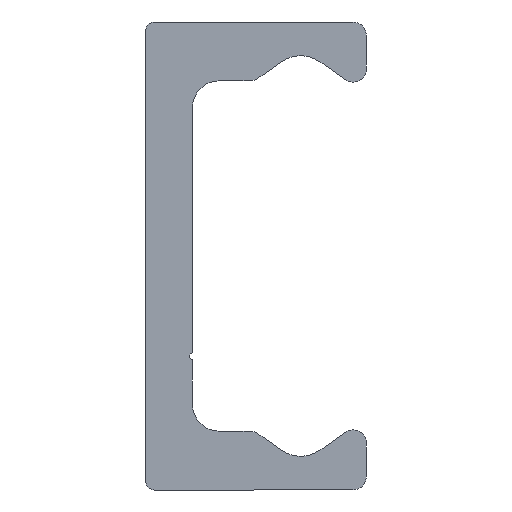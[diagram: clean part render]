
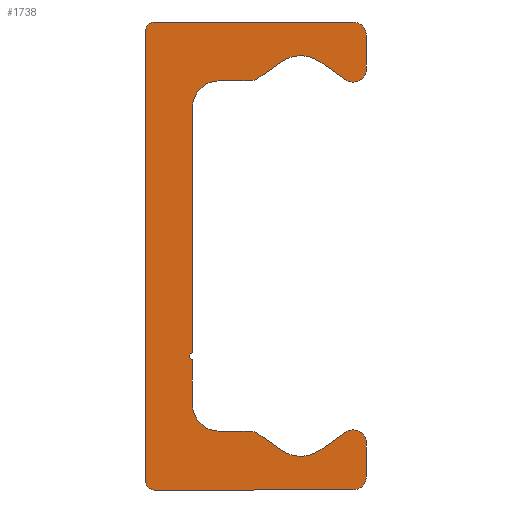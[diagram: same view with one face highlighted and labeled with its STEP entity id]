
A CAD part, left-side view. The second image highlights one B-rep face of the part: STEP entity #1738.
In plain terms, the highlighted planar face has unit normal (-1, 0, 0).
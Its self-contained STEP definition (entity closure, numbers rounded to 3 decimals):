
#770=CARTESIAN_POINT('',(0.0,4.75,-7.25));
#771=VERTEX_POINT('',#770);
#778=CARTESIAN_POINT('',(0.0,4.75,-7.75));
#779=VERTEX_POINT('',#778);
#780=CARTESIAN_POINT('',(0.0,4.75,-7.5));
#781=DIRECTION('',(-1.0,0.0,0.0));
#782=DIRECTION('',(0.0,0.0,1.0));
#783=AXIS2_PLACEMENT_3D('',#780,#781,#782);
#784=CIRCLE('',#783,0.25);
#785=EDGE_CURVE('',#771,#779,#784,.T.);
#895=CARTESIAN_POINT('',(0.0,4.75,11.1));
#896=VERTEX_POINT('',#895);
#903=CARTESIAN_POINT('',(0.0,4.75,11.1));
#904=DIRECTION('',(0.0,0.0,-1.0));
#905=VECTOR('',#904,18.35);
#906=LINE('',#903,#905);
#907=EDGE_CURVE('',#896,#771,#906,.T.);
#941=CARTESIAN_POINT('',(0.0,7.6,-17.5));
#942=VERTEX_POINT('',#941);
#949=CARTESIAN_POINT('',(0.0,8.25,-16.85));
#950=VERTEX_POINT('',#949);
#951=CARTESIAN_POINT('',(0.0,7.6,-16.85));
#952=DIRECTION('',(1.0,0.0,0.0));
#953=DIRECTION('',(0.0,0.0,-1.0));
#954=AXIS2_PLACEMENT_3D('',#951,#952,#953);
#955=CIRCLE('',#954,0.65);
#956=EDGE_CURVE('',#942,#950,#955,.T.);
#980=CARTESIAN_POINT('',(0.0,-7.25,-17.5));
#981=VERTEX_POINT('',#980);
#988=CARTESIAN_POINT('',(0.0,-7.25,-17.5));
#989=DIRECTION('',(0.0,1.0,0.0));
#990=VECTOR('',#989,14.85);
#991=LINE('',#988,#990);
#992=EDGE_CURVE('',#981,#942,#991,.T.);
#1012=CARTESIAN_POINT('',(0.0,-8.25,-16.5));
#1013=VERTEX_POINT('',#1012);
#1020=CARTESIAN_POINT('',(0.0,-7.25,-16.5));
#1021=DIRECTION('',(1.0,0.0,0.0));
#1022=DIRECTION('',(0.0,-1.0,0.0));
#1023=AXIS2_PLACEMENT_3D('',#1020,#1021,#1022);
#1024=CIRCLE('',#1023,1.0);
#1025=EDGE_CURVE('',#1013,#981,#1024,.T.);
#1044=CARTESIAN_POINT('',(0.0,-8.25,-13.98));
#1045=VERTEX_POINT('',#1044);
#1052=CARTESIAN_POINT('',(0.0,-8.25,-13.98));
#1053=DIRECTION('',(0.0,0.0,-1.0));
#1054=VECTOR('',#1053,2.52);
#1055=LINE('',#1052,#1054);
#1056=EDGE_CURVE('',#1045,#1013,#1055,.T.);
#1076=CARTESIAN_POINT('',(0.0,-6.708,-13.177));
#1077=VERTEX_POINT('',#1076);
#1084=CARTESIAN_POINT('',(0.0,-7.27,-13.98));
#1085=DIRECTION('',(1.0,0.0,0.0));
#1086=DIRECTION('',(0.0,0.574,0.819));
#1087=AXIS2_PLACEMENT_3D('',#1084,#1085,#1086);
#1088=CIRCLE('',#1087,0.98);
#1089=EDGE_CURVE('',#1077,#1045,#1088,.T.);
#1108=CARTESIAN_POINT('',(0.0,-4.784,-14.524));
#1109=VERTEX_POINT('',#1108);
#1116=CARTESIAN_POINT('',(0.0,-4.784,-14.524));
#1117=DIRECTION('',(0.0,-0.819,0.574));
#1118=VECTOR('',#1117,2.349);
#1119=LINE('',#1116,#1118);
#1120=EDGE_CURVE('',#1109,#1077,#1119,.T.);
#1140=CARTESIAN_POINT('',(0.0,-1.916,-14.524));
#1141=VERTEX_POINT('',#1140);
#1148=CARTESIAN_POINT('',(0.0,-3.35,-12.477));
#1149=DIRECTION('',(-1.0,0.0,0.0));
#1150=DIRECTION('',(0.0,0.574,0.819));
#1151=AXIS2_PLACEMENT_3D('',#1148,#1149,#1150);
#1152=CIRCLE('',#1151,2.5);
#1153=EDGE_CURVE('',#1141,#1109,#1152,.T.);
#1172=CARTESIAN_POINT('',(0.0,-0.14,-13.281));
#1173=VERTEX_POINT('',#1172);
#1180=CARTESIAN_POINT('',(0.0,-0.14,-13.281));
#1181=DIRECTION('',(0.0,-0.819,-0.574));
#1182=VECTOR('',#1181,2.168);
#1183=LINE('',#1180,#1182);
#1184=EDGE_CURVE('',#1173,#1141,#1183,.T.);
#1204=CARTESIAN_POINT('',(0.0,0.433,-13.1));
#1205=VERTEX_POINT('',#1204);
#1212=CARTESIAN_POINT('',(0.0,0.433,-14.1));
#1213=DIRECTION('',(1.0,0.0,0.0));
#1214=DIRECTION('',(0.0,0.0,1.0));
#1215=AXIS2_PLACEMENT_3D('',#1212,#1213,#1214);
#1216=CIRCLE('',#1215,1.);
#1217=EDGE_CURVE('',#1205,#1173,#1216,.T.);
#1236=CARTESIAN_POINT('',(0.0,2.75,-13.1));
#1237=VERTEX_POINT('',#1236);
#1244=CARTESIAN_POINT('',(0.0,2.75,-13.1));
#1245=DIRECTION('',(0.0,-1.0,0.0));
#1246=VECTOR('',#1245,2.317);
#1247=LINE('',#1244,#1246);
#1248=EDGE_CURVE('',#1237,#1205,#1247,.T.);
#1268=CARTESIAN_POINT('',(0.0,4.75,-11.1));
#1269=VERTEX_POINT('',#1268);
#1276=CARTESIAN_POINT('',(0.0,2.75,-11.1));
#1277=DIRECTION('',(-1.0,0.0,0.0));
#1278=DIRECTION('',(0.0,0.0,1.0));
#1279=AXIS2_PLACEMENT_3D('',#1276,#1277,#1278);
#1280=CIRCLE('',#1279,2.0);
#1281=EDGE_CURVE('',#1269,#1237,#1280,.T.);
#1299=CARTESIAN_POINT('',(0.0,4.75,-7.75));
#1300=DIRECTION('',(0.0,0.0,-1.0));
#1301=VECTOR('',#1300,3.35);
#1302=LINE('',#1299,#1301);
#1303=EDGE_CURVE('',#779,#1269,#1302,.T.);
#1323=CARTESIAN_POINT('',(0.0,2.75,13.1));
#1324=VERTEX_POINT('',#1323);
#1331=CARTESIAN_POINT('',(0.0,2.75,11.1));
#1332=DIRECTION('',(-1.0,0.0,0.0));
#1333=DIRECTION('',(0.0,-1.0,0.0));
#1334=AXIS2_PLACEMENT_3D('',#1331,#1332,#1333);
#1335=CIRCLE('',#1334,2.0);
#1336=EDGE_CURVE('',#1324,#896,#1335,.T.);
#1355=CARTESIAN_POINT('',(0.0,0.433,13.1));
#1356=VERTEX_POINT('',#1355);
#1363=CARTESIAN_POINT('',(0.0,0.433,13.1));
#1364=DIRECTION('',(0.0,1.0,0.0));
#1365=VECTOR('',#1364,2.317);
#1366=LINE('',#1363,#1365);
#1367=EDGE_CURVE('',#1356,#1324,#1366,.T.);
#1387=CARTESIAN_POINT('',(0.0,-0.14,13.281));
#1388=VERTEX_POINT('',#1387);
#1395=CARTESIAN_POINT('',(0.0,0.433,14.1));
#1396=DIRECTION('',(1.0,0.0,0.0));
#1397=DIRECTION('',(0.0,-0.574,-0.819));
#1398=AXIS2_PLACEMENT_3D('',#1395,#1396,#1397);
#1399=CIRCLE('',#1398,1.);
#1400=EDGE_CURVE('',#1388,#1356,#1399,.T.);
#1419=CARTESIAN_POINT('',(0.0,-1.916,14.524));
#1420=VERTEX_POINT('',#1419);
#1427=CARTESIAN_POINT('',(0.0,-1.916,14.524));
#1428=DIRECTION('',(0.0,0.819,-0.574));
#1429=VECTOR('',#1428,2.168);
#1430=LINE('',#1427,#1429);
#1431=EDGE_CURVE('',#1420,#1388,#1430,.T.);
#1451=CARTESIAN_POINT('',(0.0,-4.784,14.524));
#1452=VERTEX_POINT('',#1451);
#1459=CARTESIAN_POINT('',(0.0,-3.35,12.477));
#1460=DIRECTION('',(-1.0,0.0,0.0));
#1461=DIRECTION('',(0.0,-0.574,-0.819));
#1462=AXIS2_PLACEMENT_3D('',#1459,#1460,#1461);
#1463=CIRCLE('',#1462,2.5);
#1464=EDGE_CURVE('',#1452,#1420,#1463,.T.);
#1483=CARTESIAN_POINT('',(0.0,-6.708,13.177));
#1484=VERTEX_POINT('',#1483);
#1491=CARTESIAN_POINT('',(0.0,-6.708,13.177));
#1492=DIRECTION('',(0.0,0.819,0.574));
#1493=VECTOR('',#1492,2.349);
#1494=LINE('',#1491,#1493);
#1495=EDGE_CURVE('',#1484,#1452,#1494,.T.);
#1515=CARTESIAN_POINT('',(0.0,-8.25,13.98));
#1516=VERTEX_POINT('',#1515);
#1523=CARTESIAN_POINT('',(0.0,-7.27,13.98));
#1524=DIRECTION('',(1.0,0.0,0.0));
#1525=DIRECTION('',(0.0,-1.0,0.0));
#1526=AXIS2_PLACEMENT_3D('',#1523,#1524,#1525);
#1527=CIRCLE('',#1526,0.98);
#1528=EDGE_CURVE('',#1516,#1484,#1527,.T.);
#1547=CARTESIAN_POINT('',(0.0,-8.25,16.5));
#1548=VERTEX_POINT('',#1547);
#1555=CARTESIAN_POINT('',(0.0,-8.25,16.5));
#1556=DIRECTION('',(0.0,0.0,-1.0));
#1557=VECTOR('',#1556,2.52);
#1558=LINE('',#1555,#1557);
#1559=EDGE_CURVE('',#1548,#1516,#1558,.T.);
#1579=CARTESIAN_POINT('',(0.0,-7.25,17.5));
#1580=VERTEX_POINT('',#1579);
#1587=CARTESIAN_POINT('',(0.0,-7.25,16.5));
#1588=DIRECTION('',(1.0,0.0,0.0));
#1589=DIRECTION('',(0.0,0.0,1.0));
#1590=AXIS2_PLACEMENT_3D('',#1587,#1588,#1589);
#1591=CIRCLE('',#1590,1.0);
#1592=EDGE_CURVE('',#1580,#1548,#1591,.T.);
#1611=CARTESIAN_POINT('',(0.0,7.6,17.5));
#1612=VERTEX_POINT('',#1611);
#1619=CARTESIAN_POINT('',(0.0,7.6,17.5));
#1620=DIRECTION('',(0.0,-1.0,0.0));
#1621=VECTOR('',#1620,14.85);
#1622=LINE('',#1619,#1621);
#1623=EDGE_CURVE('',#1612,#1580,#1622,.T.);
#1643=CARTESIAN_POINT('',(0.0,8.25,16.85));
#1644=VERTEX_POINT('',#1643);
#1651=CARTESIAN_POINT('',(0.0,7.6,16.85));
#1652=DIRECTION('',(1.0,0.0,0.0));
#1653=DIRECTION('',(0.0,1.0,0.0));
#1654=AXIS2_PLACEMENT_3D('',#1651,#1652,#1653);
#1655=CIRCLE('',#1654,0.65);
#1656=EDGE_CURVE('',#1644,#1612,#1655,.T.);
#1674=CARTESIAN_POINT('',(0.0,8.25,-16.85));
#1675=DIRECTION('',(0.0,0.0,1.0));
#1676=VECTOR('',#1675,33.7);
#1677=LINE('',#1674,#1676);
#1678=EDGE_CURVE('',#950,#1644,#1677,.T.);
#1705=CARTESIAN_POINT('',(0.0,2.258,-0.017));
#1706=DIRECTION('',(1.0,0.0,0.0));
#1707=DIRECTION('',(0.0,0.0,-1.0));
#1708=AXIS2_PLACEMENT_3D('',#1705,#1706,#1707);
#1709=PLANE('',#1708);
#1710=ORIENTED_EDGE('',*,*,#1678,.F.);
#1711=ORIENTED_EDGE('',*,*,#956,.F.);
#1712=ORIENTED_EDGE('',*,*,#992,.F.);
#1713=ORIENTED_EDGE('',*,*,#1025,.F.);
#1714=ORIENTED_EDGE('',*,*,#1056,.F.);
#1715=ORIENTED_EDGE('',*,*,#1089,.F.);
#1716=ORIENTED_EDGE('',*,*,#1120,.F.);
#1717=ORIENTED_EDGE('',*,*,#1153,.F.);
#1718=ORIENTED_EDGE('',*,*,#1184,.F.);
#1719=ORIENTED_EDGE('',*,*,#1217,.F.);
#1720=ORIENTED_EDGE('',*,*,#1248,.F.);
#1721=ORIENTED_EDGE('',*,*,#1281,.F.);
#1722=ORIENTED_EDGE('',*,*,#1303,.F.);
#1723=ORIENTED_EDGE('',*,*,#785,.F.);
#1724=ORIENTED_EDGE('',*,*,#907,.F.);
#1725=ORIENTED_EDGE('',*,*,#1336,.F.);
#1726=ORIENTED_EDGE('',*,*,#1367,.F.);
#1727=ORIENTED_EDGE('',*,*,#1400,.F.);
#1728=ORIENTED_EDGE('',*,*,#1431,.F.);
#1729=ORIENTED_EDGE('',*,*,#1464,.F.);
#1730=ORIENTED_EDGE('',*,*,#1495,.F.);
#1731=ORIENTED_EDGE('',*,*,#1528,.F.);
#1732=ORIENTED_EDGE('',*,*,#1559,.F.);
#1733=ORIENTED_EDGE('',*,*,#1592,.F.);
#1734=ORIENTED_EDGE('',*,*,#1623,.F.);
#1735=ORIENTED_EDGE('',*,*,#1656,.F.);
#1736=EDGE_LOOP('',(#1710,#1711,#1712,#1713,#1714,#1715,#1716,#1717,#1718,#1719,#1720,#1721,#1722,#1723,#1724,#1725,#1726,#1727,#1728,#1729,#1730,#1731,#1732,#1733,#1734,#1735));
#1737=FACE_OUTER_BOUND('',#1736,.T.);
#1738=ADVANCED_FACE('',(#1737),#1709,.F.);
